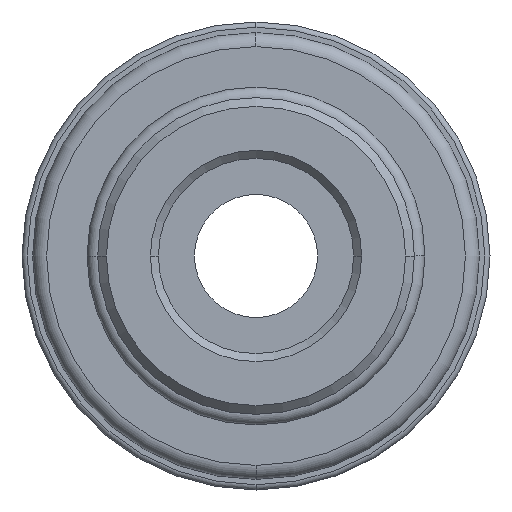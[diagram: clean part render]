
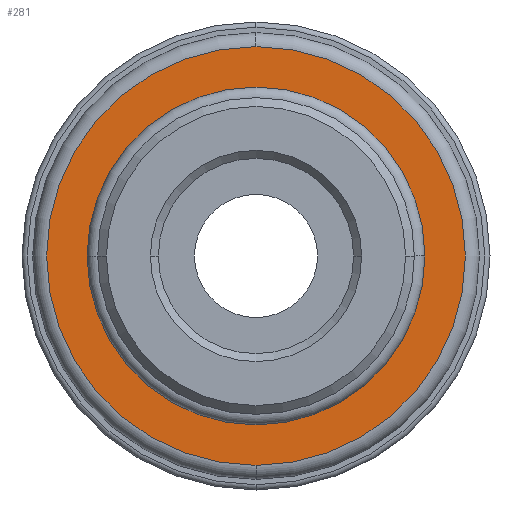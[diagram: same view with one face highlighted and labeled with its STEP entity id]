
A CAD part, front view. The second image highlights one B-rep face of the part: STEP entity #281.
In plain terms, the highlighted planar face has unit normal (0, -1, 0).
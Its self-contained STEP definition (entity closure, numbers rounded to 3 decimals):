
#281=ADVANCED_FACE('',(#569,#570),#571,.T.);
#569=FACE_BOUND('',#850,.T.);
#570=FACE_OUTER_BOUND('',#851,.T.);
#571=PLANE('',#852);
#850=EDGE_LOOP('',(#1582,#1583,#1584));
#851=EDGE_LOOP('',(#1585,#1586,#1587));
#852=AXIS2_PLACEMENT_3D('',#1588,#1589,#1590);
#1582=ORIENTED_EDGE('',*,*,#1723,.T.);
#1583=ORIENTED_EDGE('',*,*,#1865,.T.);
#1584=ORIENTED_EDGE('',*,*,#1724,.T.);
#1585=ORIENTED_EDGE('',*,*,#1810,.F.);
#1586=ORIENTED_EDGE('',*,*,#1809,.F.);
#1587=ORIENTED_EDGE('',*,*,#1763,.F.);
#1588=CARTESIAN_POINT('',(10.45,3.0,0.0));
#1589=DIRECTION('',(-0.0,-1.0,-0.0));
#1590=DIRECTION('',(-1.0,0.0,0.0));
#1723=EDGE_CURVE('',#2091,#2089,#2092,.T.);
#1724=EDGE_CURVE('',#2093,#2091,#2094,.T.);
#1763=EDGE_CURVE('',#2147,#2143,#2149,.T.);
#1809=EDGE_CURVE('',#2143,#2209,#2210,.T.);
#1810=EDGE_CURVE('',#2209,#2147,#2211,.T.);
#1865=EDGE_CURVE('',#2089,#2093,#2272,.T.);
#2089=VERTEX_POINT('',#2619);
#2091=VERTEX_POINT('',#2621);
#2092=CIRCLE('',#2622,9.52);
#2093=VERTEX_POINT('',#2623);
#2094=CIRCLE('',#2624,9.52);
#2143=VERTEX_POINT('',#2677);
#2147=VERTEX_POINT('',#2681);
#2149=CIRCLE('',#2683,11.9);
#2209=VERTEX_POINT('',#2760);
#2210=CIRCLE('',#2761,11.9);
#2211=CIRCLE('',#2762,11.9);
#2272=CIRCLE('',#2861,9.52);
#2619=CARTESIAN_POINT('',(9.52,3.0,0.));
#2621=CARTESIAN_POINT('',(0.,3.0,9.52));
#2622=AXIS2_PLACEMENT_3D('',#3098,#3099,#3100);
#2623=CARTESIAN_POINT('',(-9.52,3.0,0.));
#2624=AXIS2_PLACEMENT_3D('',#3101,#3102,#3103);
#2677=CARTESIAN_POINT('',(0.,3.0,11.9));
#2681=CARTESIAN_POINT('',(0.,3.0,-11.9));
#2683=AXIS2_PLACEMENT_3D('',#3183,#3184,#3185);
#2760=CARTESIAN_POINT('',(11.9,3.0,0.0));
#2761=AXIS2_PLACEMENT_3D('',#3261,#3262,#3263);
#2762=AXIS2_PLACEMENT_3D('',#3264,#3265,#3266);
#2861=AXIS2_PLACEMENT_3D('',#3322,#3323,#3324);
#3098=CARTESIAN_POINT('',(0.0,3.0,0.0));
#3099=DIRECTION('',(0.0,1.0,0.0));
#3100=DIRECTION('',(0.0,0.0,-1.0));
#3101=CARTESIAN_POINT('',(0.0,3.0,0.0));
#3102=DIRECTION('',(0.0,1.0,0.0));
#3103=DIRECTION('',(0.0,0.0,-1.0));
#3183=CARTESIAN_POINT('',(0.0,3.0,0.0));
#3184=DIRECTION('',(-0.0,1.0,0.0));
#3185=DIRECTION('',(1.0,0.0,0.0));
#3261=CARTESIAN_POINT('',(0.0,3.0,0.0));
#3262=DIRECTION('',(-0.0,1.0,0.0));
#3263=DIRECTION('',(1.0,0.0,0.0));
#3264=CARTESIAN_POINT('',(0.0,3.0,0.0));
#3265=DIRECTION('',(-0.0,1.0,0.0));
#3266=DIRECTION('',(1.0,0.0,0.0));
#3322=CARTESIAN_POINT('',(0.0,3.0,0.0));
#3323=DIRECTION('',(0.0,1.0,0.0));
#3324=DIRECTION('',(0.0,0.0,-1.0));
